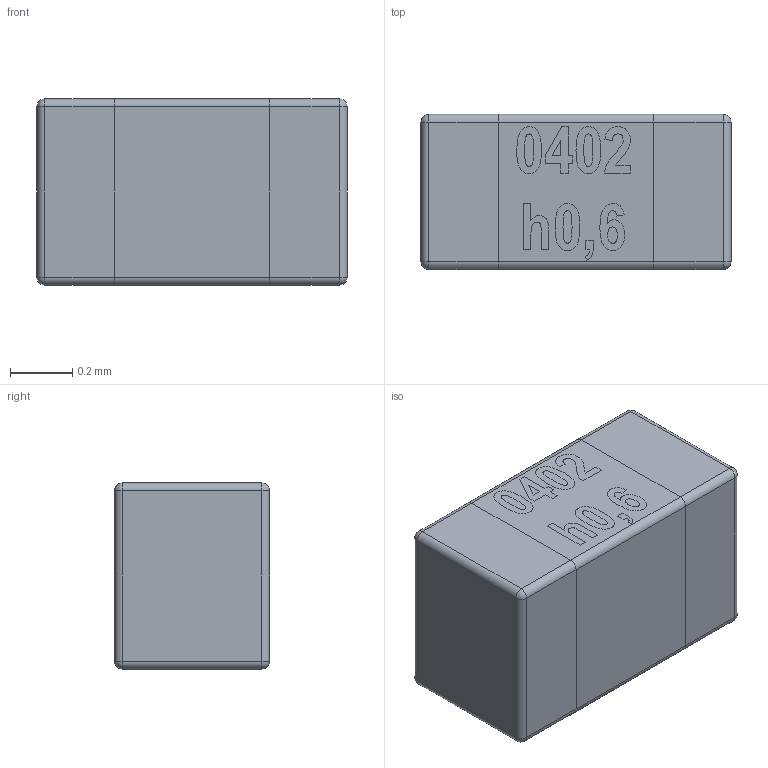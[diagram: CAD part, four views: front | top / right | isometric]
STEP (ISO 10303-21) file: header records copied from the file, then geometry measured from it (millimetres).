
FILE_DESCRIPTION (( 'STEP AP214' ), '1' );
FILE_NAME ('c_0402-h0.6.STEP', '2024-11-21T18:14:36', ( '' ), ( '' ), 'SwSTEP 2.0', 'SolidWorks 2021', '' );
FILE_SCHEMA (( 'AUTOMOTIVE_DESIGN' ));
Length unit declared in the file: millimetre
Products named in the file (1): c_0402-h0.6
Bounding box: 1 x 0.5 x 0.6 mm (x, y, z)
Volume: 0.3 mm3; surface area: 3.9 mm2
Topology: 3 solids, 3 shells, 59 faces, 190 edges, 142 vertices
Faces by surface type: plane 31, cylinder 20, sphere 8
Entity records: 3299 total; most frequent: CARTESIAN_POINT 1242, ORIENTED_EDGE 364, DIRECTION 288, EDGE_CURVE 182, VERTEX_POINT 142, AXIS2_PLACEMENT_3D 100, LINE 88, VECTOR 88
